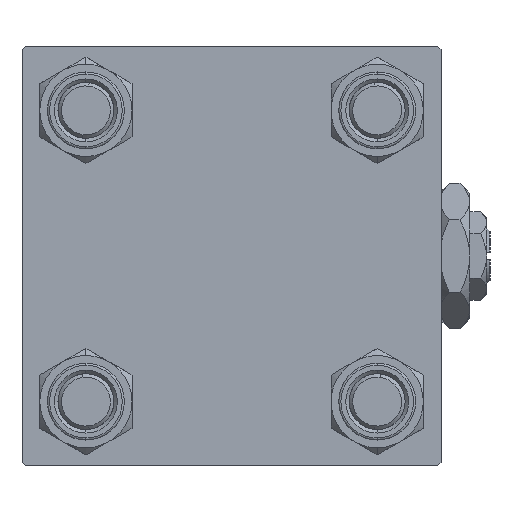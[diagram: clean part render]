
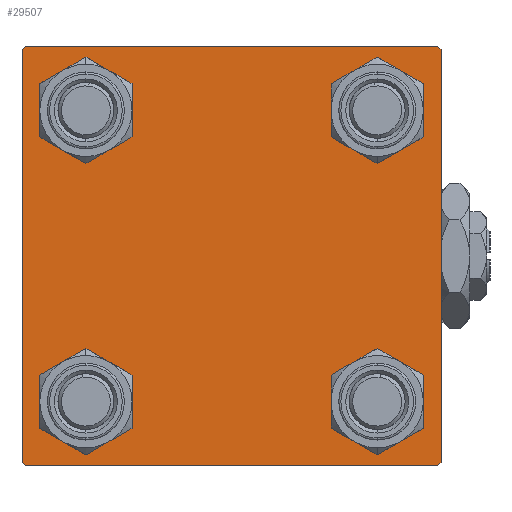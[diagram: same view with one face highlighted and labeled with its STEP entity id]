
A CAD part, left-side view. The second image highlights one B-rep face of the part: STEP entity #29507.
In plain terms, the highlighted planar face has unit normal (-1, 0, 0).
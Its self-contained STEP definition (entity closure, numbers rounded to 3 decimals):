
#758 = AXIS2_PLACEMENT_3D ( 'NONE', #46562, #12888, #4859 ) ;
#994 = EDGE_CURVE ( 'NONE', #32866, #14942, #33755, .T. ) ;
#998 = CARTESIAN_POINT ( 'NONE',  ( 0., -29.5, 30. ) ) ;
#1423 = LINE ( 'NONE', #13723, #44058 ) ;
#1593 = AXIS2_PLACEMENT_3D ( 'NONE', #8731, #8207, #45114 ) ;
#2072 = DIRECTION ( 'NONE',  ( 1., 0., 0. ) ) ;
#2515 = DIRECTION ( 'NONE',  ( 1., 0., 0. ) ) ;
#2519 = AXIS2_PLACEMENT_3D ( 'NONE', #4625, #32168, #40460 ) ;
#2735 = EDGE_CURVE ( 'NONE', #31771, #52299, #32009, .T. ) ;
#2886 = CARTESIAN_POINT ( 'NONE',  ( 0., 20.85, 20.85 ) ) ;
#3307 = EDGE_CURVE ( 'NONE', #35165, #38541, #10034, .T. ) ;
#3564 = FACE_BOUND ( 'NONE', #37790, .T. ) ;
#4625 = CARTESIAN_POINT ( 'NONE',  ( 0., 0., 0. ) ) ;
#4859 = DIRECTION ( 'NONE',  ( 0., 0., 1. ) ) ;
#4918 = EDGE_CURVE ( 'NONE', #48903, #47694, #49181, .T. ) ;
#5361 = CARTESIAN_POINT ( 'NONE',  ( 0., -29.5, -30. ) ) ;
#5765 = DIRECTION ( 'NONE',  ( 0., -1., 0. ) ) ;
#5769 = ORIENTED_EDGE ( 'NONE', *, *, #52865, .T. ) ;
#6085 = DIRECTION ( 'NONE',  ( 0., 0., 1. ) ) ;
#7630 = VERTEX_POINT ( 'NONE', #29586 ) ;
#7742 = CARTESIAN_POINT ( 'NONE',  ( 0., 30., 30. ) ) ;
#7862 = VECTOR ( 'NONE', #12441, 1000. ) ;
#8101 = PLANE ( 'NONE',  #2519 ) ;
#8207 = DIRECTION ( 'NONE',  ( 1., 0., 0. ) ) ;
#8376 = FACE_BOUND ( 'NONE', #19962, .T. ) ;
#8731 = CARTESIAN_POINT ( 'NONE',  ( 0., -20.85, 20.85 ) ) ;
#8880 = CARTESIAN_POINT ( 'NONE',  ( 0., 20.85, 25.35 ) ) ;
#8969 = AXIS2_PLACEMENT_3D ( 'NONE', #23801, #2515, #48414 ) ;
#10034 = LINE ( 'NONE', #47216, #41456 ) ;
#10408 = VERTEX_POINT ( 'NONE', #46344 ) ;
#10448 = ORIENTED_EDGE ( 'NONE', *, *, #14273, .T. ) ;
#11483 = DIRECTION ( 'NONE',  ( 0., 0., 1. ) ) ;
#11817 = CIRCLE ( 'NONE', #22048, 4.5 ) ;
#12115 = FACE_BOUND ( 'NONE', #34682, .T. ) ;
#12287 = ORIENTED_EDGE ( 'NONE', *, *, #15924, .T. ) ;
#12369 = CARTESIAN_POINT ( 'NONE',  ( 0., 20.85, -20.85 ) ) ;
#12441 = DIRECTION ( 'NONE',  ( 0., 0.707, -0.707 ) ) ;
#12573 = ORIENTED_EDGE ( 'NONE', *, *, #15240, .T. ) ;
#12670 = DIRECTION ( 'NONE',  ( 0., -1., 0. ) ) ;
#12878 = CIRCLE ( 'NONE', #42752, 4.5 ) ;
#12888 = DIRECTION ( 'NONE',  ( 1., 0., 0. ) ) ;
#12918 = EDGE_CURVE ( 'NONE', #7630, #10408, #52761, .T. ) ;
#13447 = DIRECTION ( 'NONE',  ( 0., -0.707, -0.707 ) ) ;
#13723 = CARTESIAN_POINT ( 'NONE',  ( 0., -29.75, -29.75 ) ) ;
#14273 = EDGE_CURVE ( 'NONE', #52299, #31771, #11817, .T. ) ;
#14371 = CARTESIAN_POINT ( 'NONE',  ( 0., -20.85, 20.85 ) ) ;
#14400 = ORIENTED_EDGE ( 'NONE', *, *, #17279, .T. ) ;
#14942 = VERTEX_POINT ( 'NONE', #32921 ) ;
#15240 = EDGE_CURVE ( 'NONE', #10408, #7630, #15245, .T. ) ;
#15245 = CIRCLE ( 'NONE', #1593, 4.5 ) ;
#15924 = EDGE_CURVE ( 'NONE', #47694, #48903, #46879, .T. ) ;
#16176 = ORIENTED_EDGE ( 'NONE', *, *, #3307, .F. ) ;
#16291 = LINE ( 'NONE', #7742, #44064 ) ;
#16639 = CARTESIAN_POINT ( 'NONE',  ( 0., 20.85, -16.35 ) ) ;
#16667 = LINE ( 'NONE', #37528, #47554 ) ;
#17279 = EDGE_CURVE ( 'NONE', #40050, #40875, #12878, .T. ) ;
#17791 = ORIENTED_EDGE ( 'NONE', *, *, #49747, .T. ) ;
#19075 = CARTESIAN_POINT ( 'NONE',  ( 0., -29.75, 29.75 ) ) ;
#19099 = VERTEX_POINT ( 'NONE', #27652 ) ;
#19189 = DIRECTION ( 'NONE',  ( 0., 0., 1. ) ) ;
#19222 = EDGE_CURVE ( 'NONE', #14942, #50237, #16667, .T. ) ;
#19543 = DIRECTION ( 'NONE',  ( 0., 0., 1. ) ) ;
#19851 = CARTESIAN_POINT ( 'NONE',  ( 0., 20.85, 16.35 ) ) ;
#19962 = EDGE_LOOP ( 'NONE', ( #10448, #35219 ) ) ;
#20507 = ORIENTED_EDGE ( 'NONE', *, *, #38782, .T. ) ;
#20776 = ORIENTED_EDGE ( 'NONE', *, *, #994, .T. ) ;
#21715 = AXIS2_PLACEMENT_3D ( 'NONE', #12369, #28690, #45005 ) ;
#21960 = CARTESIAN_POINT ( 'NONE',  ( 0., 30., 29.5 ) ) ;
#22048 = AXIS2_PLACEMENT_3D ( 'NONE', #27533, #51880, #11483 ) ;
#23801 = CARTESIAN_POINT ( 'NONE',  ( 0., -20.85, -20.85 ) ) ;
#24064 = DIRECTION ( 'NONE',  ( 0., 0., -1. ) ) ;
#24122 = VERTEX_POINT ( 'NONE', #21960 ) ;
#24185 = CARTESIAN_POINT ( 'NONE',  ( 0., 30., -29.5 ) ) ;
#24371 = LINE ( 'NONE', #40675, #40703 ) ;
#25760 = CARTESIAN_POINT ( 'NONE',  ( 0., -20.85, -25.35 ) ) ;
#25880 = ORIENTED_EDGE ( 'NONE', *, *, #44404, .T. ) ;
#27320 = DIRECTION ( 'NONE',  ( 0., 0., -1. ) ) ;
#27378 = LINE ( 'NONE', #19075, #44144 ) ;
#27533 = CARTESIAN_POINT ( 'NONE',  ( 0., -20.85, -20.85 ) ) ;
#27652 = CARTESIAN_POINT ( 'NONE',  ( 0., -30., 29.5 ) ) ;
#28379 = DIRECTION ( 'NONE',  ( 1., 0., 0. ) ) ;
#28690 = DIRECTION ( 'NONE',  ( 1., 0., 0. ) ) ;
#29507 = ADVANCED_FACE ( 'NONE', ( #3564, #8376, #12115, #49297, #32698 ), #8101, .T. ) ;
#29586 = CARTESIAN_POINT ( 'NONE',  ( 0., -20.85, 25.35 ) ) ;
#29739 = CARTESIAN_POINT ( 'NONE',  ( 0., -30., -29.5 ) ) ;
#30029 = DIRECTION ( 'NONE',  ( 0., -0.707, 0.707 ) ) ;
#30413 = ORIENTED_EDGE ( 'NONE', *, *, #19222, .T. ) ;
#31769 = CARTESIAN_POINT ( 'NONE',  ( 0., 29.5, 30. ) ) ;
#31770 = DIRECTION ( 'NONE',  ( 1., 0., 0. ) ) ;
#31771 = VERTEX_POINT ( 'NONE', #25760 ) ;
#32009 = CIRCLE ( 'NONE', #8969, 4.5 ) ;
#32168 = DIRECTION ( 'NONE',  ( -1., 0., 0. ) ) ;
#32698 = FACE_OUTER_BOUND ( 'NONE', #37223, .T. ) ;
#32762 = LINE ( 'NONE', #52577, #7862 ) ;
#32866 = VERTEX_POINT ( 'NONE', #24185 ) ;
#32921 = CARTESIAN_POINT ( 'NONE',  ( 0., 29.5, -30. ) ) ;
#33755 = LINE ( 'NONE', #37518, #34486 ) ;
#34486 = VECTOR ( 'NONE', #13447, 1000. ) ;
#34682 = EDGE_LOOP ( 'NONE', ( #50090, #12287 ) ) ;
#35165 = VERTEX_POINT ( 'NONE', #31769 ) ;
#35219 = ORIENTED_EDGE ( 'NONE', *, *, #2735, .T. ) ;
#36509 = AXIS2_PLACEMENT_3D ( 'NONE', #14371, #2072, #6085 ) ;
#37223 = EDGE_LOOP ( 'NONE', ( #25880, #20776, #30413, #52081, #47769, #17791, #16176, #20507 ) ) ;
#37518 = CARTESIAN_POINT ( 'NONE',  ( 0., 29.75, -29.75 ) ) ;
#37528 = CARTESIAN_POINT ( 'NONE',  ( 0., 30., -30. ) ) ;
#37790 = EDGE_LOOP ( 'NONE', ( #44112, #12573 ) ) ;
#38541 = VERTEX_POINT ( 'NONE', #998 ) ;
#38659 = CARTESIAN_POINT ( 'NONE',  ( 0., -20.85, -16.35 ) ) ;
#38782 = EDGE_CURVE ( 'NONE', #35165, #24122, #32762, .T. ) ;
#39623 = EDGE_LOOP ( 'NONE', ( #14400, #5769 ) ) ;
#39969 = CIRCLE ( 'NONE', #44255, 4.5 ) ;
#40050 = VERTEX_POINT ( 'NONE', #8880 ) ;
#40460 = DIRECTION ( 'NONE',  ( 0., 0., 1. ) ) ;
#40675 = CARTESIAN_POINT ( 'NONE',  ( 0., -30., 30. ) ) ;
#40703 = VECTOR ( 'NONE', #27320, 1000. ) ;
#40875 = VERTEX_POINT ( 'NONE', #19851 ) ;
#41033 = VERTEX_POINT ( 'NONE', #29739 ) ;
#41456 = VECTOR ( 'NONE', #5765, 1000. ) ;
#42752 = AXIS2_PLACEMENT_3D ( 'NONE', #48181, #28379, #19543 ) ;
#43689 = DIRECTION ( 'NONE',  ( 0., 0.707, 0.707 ) ) ;
#44058 = VECTOR ( 'NONE', #30029, 1000. ) ;
#44064 = VECTOR ( 'NONE', #24064, 1000. ) ;
#44112 = ORIENTED_EDGE ( 'NONE', *, *, #12918, .T. ) ;
#44144 = VECTOR ( 'NONE', #43689, 1000. ) ;
#44255 = AXIS2_PLACEMENT_3D ( 'NONE', #2886, #31770, #19189 ) ;
#44404 = EDGE_CURVE ( 'NONE', #24122, #32866, #16291, .T. ) ;
#45005 = DIRECTION ( 'NONE',  ( 0., 0., 1. ) ) ;
#45114 = DIRECTION ( 'NONE',  ( 0., 0., 1. ) ) ;
#46344 = CARTESIAN_POINT ( 'NONE',  ( 0., -20.85, 16.35 ) ) ;
#46562 = CARTESIAN_POINT ( 'NONE',  ( 0., 20.85, -20.85 ) ) ;
#46879 = CIRCLE ( 'NONE', #758, 4.5 ) ;
#47216 = CARTESIAN_POINT ( 'NONE',  ( 0., 30., 30. ) ) ;
#47554 = VECTOR ( 'NONE', #12670, 1000. ) ;
#47694 = VERTEX_POINT ( 'NONE', #51073 ) ;
#47769 = ORIENTED_EDGE ( 'NONE', *, *, #50223, .F. ) ;
#48115 = EDGE_CURVE ( 'NONE', #50237, #41033, #1423, .T. ) ;
#48181 = CARTESIAN_POINT ( 'NONE',  ( 0., 20.85, 20.85 ) ) ;
#48414 = DIRECTION ( 'NONE',  ( 0., 0., 1. ) ) ;
#48903 = VERTEX_POINT ( 'NONE', #16639 ) ;
#49181 = CIRCLE ( 'NONE', #21715, 4.5 ) ;
#49297 = FACE_BOUND ( 'NONE', #39623, .T. ) ;
#49747 = EDGE_CURVE ( 'NONE', #19099, #38541, #27378, .T. ) ;
#50090 = ORIENTED_EDGE ( 'NONE', *, *, #4918, .T. ) ;
#50223 = EDGE_CURVE ( 'NONE', #19099, #41033, #24371, .T. ) ;
#50237 = VERTEX_POINT ( 'NONE', #5361 ) ;
#51073 = CARTESIAN_POINT ( 'NONE',  ( 0., 20.85, -25.35 ) ) ;
#51880 = DIRECTION ( 'NONE',  ( 1., 0., 0. ) ) ;
#52081 = ORIENTED_EDGE ( 'NONE', *, *, #48115, .T. ) ;
#52299 = VERTEX_POINT ( 'NONE', #38659 ) ;
#52577 = CARTESIAN_POINT ( 'NONE',  ( 0., 29.75, 29.75 ) ) ;
#52761 = CIRCLE ( 'NONE', #36509, 4.5 ) ;
#52865 = EDGE_CURVE ( 'NONE', #40875, #40050, #39969, .T. ) ;
